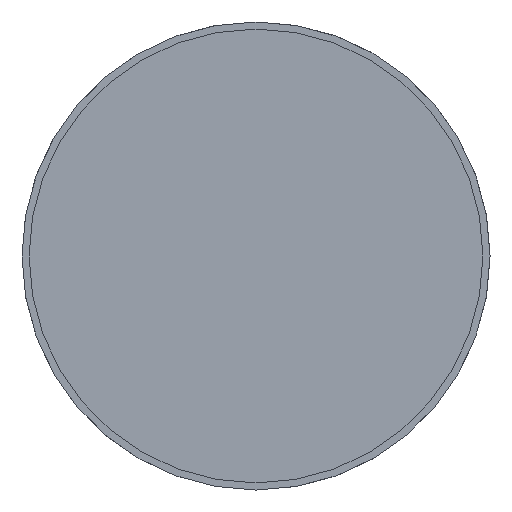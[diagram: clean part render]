
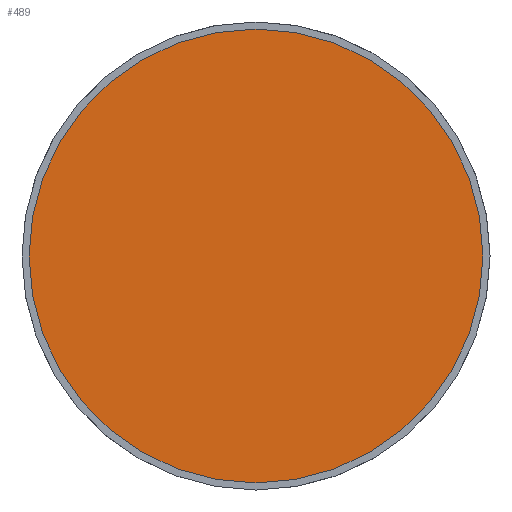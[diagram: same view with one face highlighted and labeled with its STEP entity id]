
A CAD part, front view. The second image highlights one B-rep face of the part: STEP entity #489.
In plain terms, the highlighted planar face has unit normal (0, -1, 0).
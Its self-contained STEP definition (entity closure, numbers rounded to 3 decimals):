
#18 = CARTESIAN_POINT ( 'NONE',  ( 32.818, -39.384, -64.343 ) ) ;
#90 = ORIENTED_EDGE ( 'NONE', *, *, #522, .T. ) ;
#111 = AXIS2_PLACEMENT_3D ( 'NONE', #178, #526, #557 ) ;
#178 = CARTESIAN_POINT ( 'NONE',  ( 32.818, -39.384, -16.343 ) ) ;
#186 = DIRECTION ( 'NONE',  ( 0., -1., 0. ) ) ;
#272 = CARTESIAN_POINT ( 'NONE',  ( 32.818, -39.384, -16.343 ) ) ;
#299 = FACE_OUTER_BOUND ( 'NONE', #518, .T. ) ;
#328 = AXIS2_PLACEMENT_3D ( 'NONE', #272, #186, #402 ) ;
#402 = DIRECTION ( 'NONE',  ( 0., 0., -1. ) ) ;
#435 = PLANE ( 'NONE',  #111 ) ;
#489 = ADVANCED_FACE ( 'NONE', ( #299 ), #435, .F. ) ;
#507 = CIRCLE ( 'NONE', #328, 48. ) ;
#518 = EDGE_LOOP ( 'NONE', ( #90 ) ) ;
#522 = EDGE_CURVE ( 'NONE', #553, #553, #507, .T. ) ;
#526 = DIRECTION ( 'NONE',  ( 0., 1., 0. ) ) ;
#553 = VERTEX_POINT ( 'NONE', #18 ) ;
#557 = DIRECTION ( 'NONE',  ( 0., 0., 1. ) ) ;
